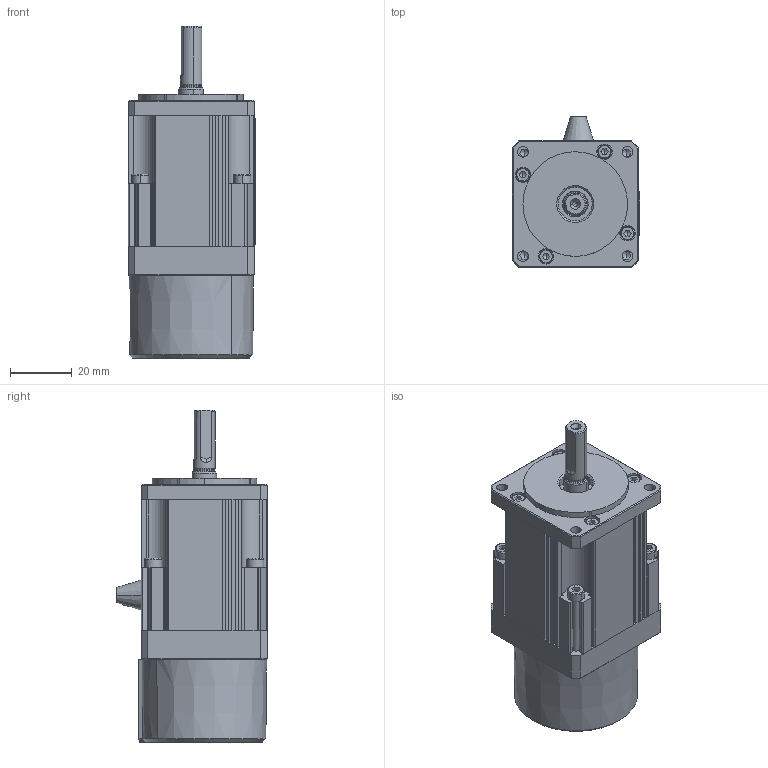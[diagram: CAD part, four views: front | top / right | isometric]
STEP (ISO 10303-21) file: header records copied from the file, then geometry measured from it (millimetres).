
FILE_DESCRIPTION((''),'2;1');
FILE_NAME('CML-30 + Encoder Dynapar M15.stp','2013-07-09T09:27:12',('arodrigo'),(''),'Autodesk Inventor 9','Autodesk Inventor 9','');
FILE_SCHEMA(('AUTOMOTIVE_DESIGN { 1 0 10303 214 1 1 1 1 }'));
Length unit declared in the file: millimetre
Products named in the file (1): Pieza1
Bounding box: 41.5 x 49 x 107.9 mm (x, y, z)
Volume: 125675.9 mm3; surface area: 21006.4 mm2
Topology: 1 solids, 5 shells, 455 faces, 1186 edges, 744 vertices
Faces by surface type: plane 248, cylinder 117, cone 41, bspline 31, torus 18
Entity records: 14373 total; most frequent: CARTESIAN_POINT 3298, ORIENTED_EDGE 2336, DIRECTION 2319, EDGE_CURVE 1168, AXIS2_PLACEMENT_3D 827, VERTEX_POINT 744, VECTOR 665, LINE 665
